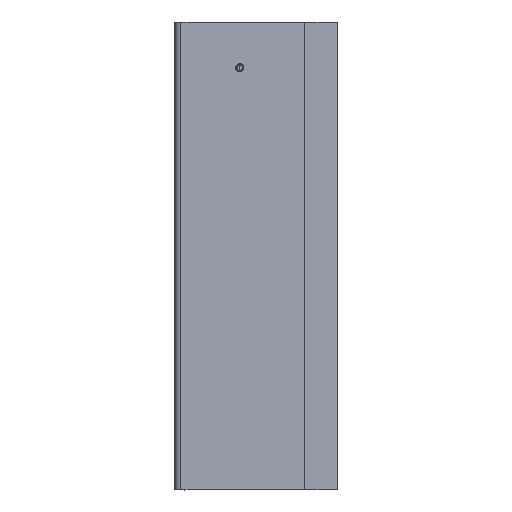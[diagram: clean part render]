
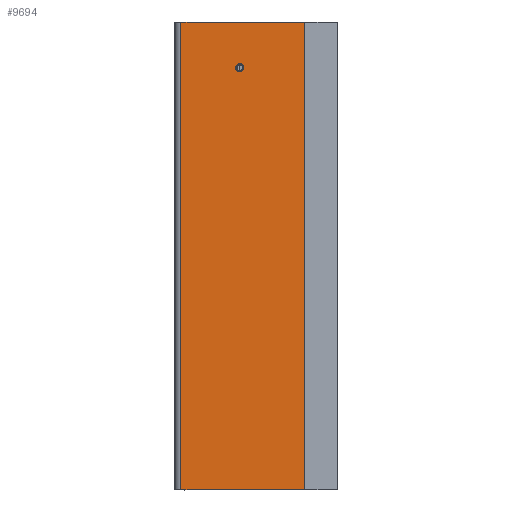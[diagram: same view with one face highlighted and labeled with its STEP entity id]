
A CAD part, left-side view. The second image highlights one B-rep face of the part: STEP entity #9694.
In plain terms, the highlighted planar face has unit normal (-1, 0, 0).
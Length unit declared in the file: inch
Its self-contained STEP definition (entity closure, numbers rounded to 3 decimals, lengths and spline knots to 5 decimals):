
#25 = LINE ( 'NONE', #161, #3751 ) ;
#161 = CARTESIAN_POINT ( 'NONE',  ( -0.9375, 0., 2.25 ) ) ;
#438 = ORIENTED_EDGE ( 'NONE', *, *, #12075, .F. ) ;
#477 = CARTESIAN_POINT ( 'NONE',  ( -0.9375, 0., -2.25 ) ) ;
#620 = ORIENTED_EDGE ( 'NONE', *, *, #9070, .T. ) ;
#685 = FACE_BOUND ( 'NONE', #8841, .T. ) ;
#918 = VECTOR ( 'NONE', #3920, 39.37008 ) ;
#989 = CIRCLE ( 'NONE', #10717, 0.0395 ) ;
#1010 = CARTESIAN_POINT ( 'NONE',  ( -0.9375, 0.566, -2.25 ) ) ;
#1357 = CARTESIAN_POINT ( 'NONE',  ( -0.9375, 0.566, -2.25 ) ) ;
#1540 = LINE ( 'NONE', #477, #2176 ) ;
#1614 = DIRECTION ( 'NONE',  ( 1., 0., 0. ) ) ;
#2176 = VECTOR ( 'NONE', #2558, 39.37008 ) ;
#2458 = ORIENTED_EDGE ( 'NONE', *, *, #10381, .F. ) ;
#2558 = DIRECTION ( 'NONE',  ( 0., 1., 0. ) ) ;
#3534 = ORIENTED_EDGE ( 'NONE', *, *, #5265, .F. ) ;
#3714 = FACE_OUTER_BOUND ( 'NONE', #7654, .T. ) ;
#3751 = VECTOR ( 'NONE', #5216, 39.37008 ) ;
#3800 = EDGE_CURVE ( 'NONE', #12093, #11885, #6003, .T. ) ;
#3817 = ORIENTED_EDGE ( 'NONE', *, *, #4881, .T. ) ;
#3851 = CARTESIAN_POINT ( 'NONE',  ( -0.9375, -0.625, -2.79921 ) ) ;
#3920 = DIRECTION ( 'NONE',  ( 0., 0., 1. ) ) ;
#4741 = VERTEX_POINT ( 'NONE', #11551 ) ;
#4850 = AXIS2_PLACEMENT_3D ( 'NONE', #5600, #1614, #8703 ) ;
#4881 = EDGE_CURVE ( 'NONE', #4741, #8258, #9661, .T. ) ;
#5030 = CARTESIAN_POINT ( 'NONE',  ( -0.9375, -0.625, 2.25 ) ) ;
#5216 = DIRECTION ( 'NONE',  ( 0., 1., 0. ) ) ;
#5265 = EDGE_CURVE ( 'NONE', #12093, #8258, #1540, .T. ) ;
#5291 = CARTESIAN_POINT ( 'NONE',  ( -0.9375, 0., 1.8095 ) ) ;
#5600 = CARTESIAN_POINT ( 'NONE',  ( -0.9375, 0., -2.25 ) ) ;
#6003 = LINE ( 'NONE', #3851, #918 ) ;
#6140 = ORIENTED_EDGE ( 'NONE', *, *, #3800, .T. ) ;
#6803 = DIRECTION ( 'NONE',  ( 0., 0., -1. ) ) ;
#7631 = CARTESIAN_POINT ( 'NONE',  ( -0.9375, 0., 1.849 ) ) ;
#7654 = EDGE_LOOP ( 'NONE', ( #620, #3817, #3534, #6140 ) ) ;
#7748 = VECTOR ( 'NONE', #12812, 39.37008 ) ;
#7827 = PLANE ( 'NONE',  #4850 ) ;
#8258 = VERTEX_POINT ( 'NONE', #1010 ) ;
#8330 = CARTESIAN_POINT ( 'NONE',  ( -0.9375, -0.625, -2.25 ) ) ;
#8703 = DIRECTION ( 'NONE',  ( 0., 0., -1. ) ) ;
#8841 = EDGE_LOOP ( 'NONE', ( #438, #2458 ) ) ;
#9070 = EDGE_CURVE ( 'NONE', #11885, #4741, #25, .T. ) ;
#9165 = VERTEX_POINT ( 'NONE', #7631 ) ;
#9661 = LINE ( 'NONE', #1357, #7748 ) ;
#9694 = ADVANCED_FACE ( 'NONE', ( #685, #3714 ), #7827, .F. ) ;
#10210 = DIRECTION ( 'NONE',  ( -1., 0., 0. ) ) ;
#10381 = EDGE_CURVE ( 'NONE', #9165, #12667, #12592, .T. ) ;
#10717 = AXIS2_PLACEMENT_3D ( 'NONE', #5291, #10210, #11287 ) ;
#10738 = CARTESIAN_POINT ( 'NONE',  ( -0.9375, 0., 1.77 ) ) ;
#10887 = AXIS2_PLACEMENT_3D ( 'NONE', #12181, #11993, #6803 ) ;
#11287 = DIRECTION ( 'NONE',  ( 0., 0., -1. ) ) ;
#11551 = CARTESIAN_POINT ( 'NONE',  ( -0.9375, 0.566, 2.25 ) ) ;
#11885 = VERTEX_POINT ( 'NONE', #5030 ) ;
#11993 = DIRECTION ( 'NONE',  ( -1., 0., 0. ) ) ;
#12075 = EDGE_CURVE ( 'NONE', #12667, #9165, #989, .T. ) ;
#12093 = VERTEX_POINT ( 'NONE', #8330 ) ;
#12181 = CARTESIAN_POINT ( 'NONE',  ( -0.9375, 0., 1.8095 ) ) ;
#12592 = CIRCLE ( 'NONE', #10887, 0.0395 ) ;
#12667 = VERTEX_POINT ( 'NONE', #10738 ) ;
#12812 = DIRECTION ( 'NONE',  ( 0., 0., -1. ) ) ;
